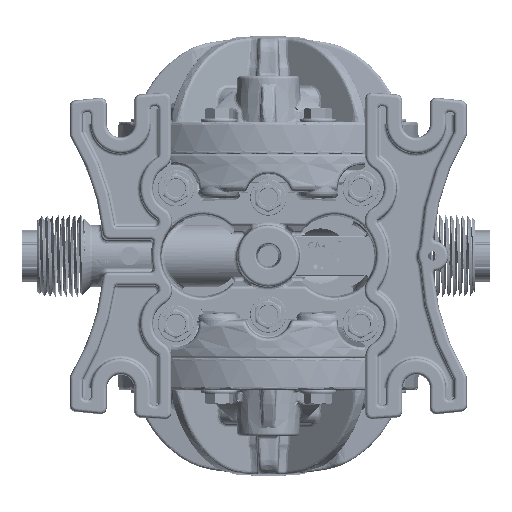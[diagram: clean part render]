
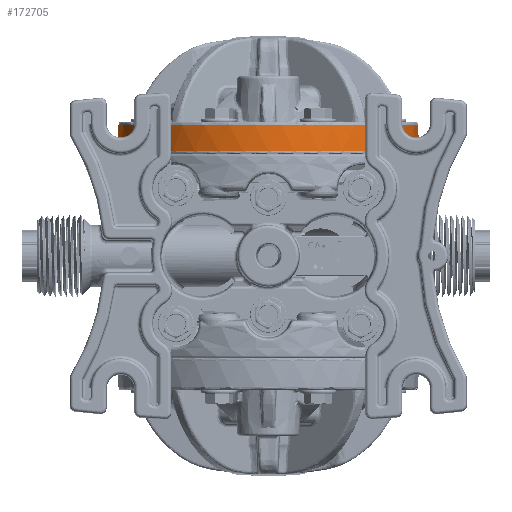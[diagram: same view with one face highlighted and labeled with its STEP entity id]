
A CAD part, front view. The second image highlights one B-rep face of the part: STEP entity #172705.
In plain terms, the highlighted conical face has half-angle 1 degrees and reference radius 49 mm.
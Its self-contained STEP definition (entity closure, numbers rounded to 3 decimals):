
#10361 = AXIS2_PLACEMENT_3D ( 'NONE', #273637, #96410, #303425 ) ;
#11289 = VERTEX_POINT ( 'NONE', #202708 ) ;
#19721 = CARTESIAN_POINT ( 'NONE',  ( -43.518, 22.499, 34.714 ) ) ;
#22469 = CIRCLE ( 'NONE', #10361, 48.851 ) ;
#22714 = CARTESIAN_POINT ( 'NONE',  ( 41.718, 25.543, 39.427 ) ) ;
#23726 = CARTESIAN_POINT ( 'NONE',  ( 40.384, 27.51, 41.811 ) ) ;
#24339 = CARTESIAN_POINT ( 'NONE',  ( -39.939, 28.131, 42.517 ) ) ;
#29142 = CARTESIAN_POINT ( 'NONE',  ( -40.237, 27.719, 42.046 ) ) ;
#30419 = CARTESIAN_POINT ( 'NONE',  ( -40.088, 27.926, 42.282 ) ) ;
#44301 = EDGE_CURVE ( 'NONE', #364803, #209159, #22469, .T. ) ;
#46631 = FACE_OUTER_BOUND ( 'NONE', #316023, .T. ) ;
#47240 = EDGE_CURVE ( 'NONE', #209159, #154015, #240572, .T. ) ;
#52492 = CARTESIAN_POINT ( 'NONE',  ( 40.384, 27.51, 41.811 ) ) ;
#60187 = CARTESIAN_POINT ( 'NONE',  ( -39.939, 28.131, 42.517 ) ) ;
#61392 = ORIENTED_EDGE ( 'NONE', *, *, #47240, .T. ) ;
#73640 = CARTESIAN_POINT ( 'NONE',  ( -40.384, 27.51, 41.811 ) ) ;
#77118 = DIRECTION ( 'NONE',  ( 0., 0., -1. ) ) ;
#81150 = EDGE_CURVE ( 'NONE', #105641, #364803, #309146, .T. ) ;
#96410 = DIRECTION ( 'NONE',  ( 0., 0., -1. ) ) ;
#105641 = VERTEX_POINT ( 'NONE', #333754 ) ;
#107700 = CARTESIAN_POINT ( 'NONE',  ( -40.384, 27.51, 41.811 ) ) ;
#110713 = CARTESIAN_POINT ( 'NONE',  ( 43.731, 22.104, 34. ) ) ;
#133730 = VERTEX_POINT ( 'NONE', #146309 ) ;
#142720 = CARTESIAN_POINT ( 'NONE',  ( 39.939, 28.131, 42.517 ) ) ;
#146248 = CIRCLE ( 'NONE', #168715, 49. ) ;
#146309 = CARTESIAN_POINT ( 'NONE',  ( 43.731, 22.104, 34. ) ) ;
#146553 = CARTESIAN_POINT ( 'NONE',  ( 0., 0., 34. ) ) ;
#154015 = VERTEX_POINT ( 'NONE', #73640 ) ;
#154214 = ORIENTED_EDGE ( 'NONE', *, *, #254723, .F. ) ;
#167141 = CARTESIAN_POINT ( 'NONE',  ( -42.545, 24.192, 37.464 ) ) ;
#168715 = AXIS2_PLACEMENT_3D ( 'NONE', #146553, #353717, #176256 ) ;
#170155 = CARTESIAN_POINT ( 'NONE',  ( 43.29, 22.908, 35.416 ) ) ;
#172705 = ADVANCED_FACE ( 'NONE', ( #46631 ), #236359, .T. ) ;
#176256 = DIRECTION ( 'NONE',  ( -1., 0., 0. ) ) ;
#196870 = CARTESIAN_POINT ( 'NONE',  ( -43.29, 22.908, 35.416 ) ) ;
#198043 = EDGE_CURVE ( 'NONE', #133730, #105641, #275888, .T. ) ;
#199910 = CARTESIAN_POINT ( 'NONE',  ( 42.545, 24.192, 37.464 ) ) ;
#202708 = CARTESIAN_POINT ( 'NONE',  ( -43.731, 22.104, 34. ) ) ;
#205423 = ORIENTED_EDGE ( 'NONE', *, *, #81150, .T. ) ;
#207519 = CARTESIAN_POINT ( 'NONE',  ( 0., 0., 34. ) ) ;
#209159 = VERTEX_POINT ( 'NONE', #24339 ) ;
#212624 = ORIENTED_EDGE ( 'NONE', *, *, #351164, .T. ) ;
#226689 = CARTESIAN_POINT ( 'NONE',  ( -43.731, 22.104, 34. ) ) ;
#229710 = CARTESIAN_POINT ( 'NONE',  ( 41.099, 26.496, 40.665 ) ) ;
#236359 = CONICAL_SURFACE ( 'NONE', #303731, 49., 0.017 ) ;
#240572 = B_SPLINE_CURVE_WITH_KNOTS ( 'NONE', 3,
 ( #60187, #30419, #29142, #267180 ),
 .UNSPECIFIED., .F., .F.,
 ( 4, 4 ),
 ( 0.001, 0.002 ),
 .UNSPECIFIED. ) ;
#254723 = EDGE_CURVE ( 'NONE', #133730, #11289, #146248, .T. ) ;
#264611 = B_SPLINE_CURVE_WITH_KNOTS ( 'NONE', 3,
 ( #107700, #284930, #344611, #167141, #374250, #196870, #19721, #226689 ),
 .UNSPECIFIED., .F., .F.,
 ( 4, 2, 2, 4 ),
 ( 0., 0.005, 0.008, 0.01 ),
 .UNSPECIFIED. ) ;
#267180 = CARTESIAN_POINT ( 'NONE',  ( -40.384, 27.51, 41.811 ) ) ;
#269759 = CARTESIAN_POINT ( 'NONE',  ( 39.939, 28.131, 42.517 ) ) ;
#273637 = CARTESIAN_POINT ( 'NONE',  ( 0., 0., 42.517 ) ) ;
#275888 = B_SPLINE_CURVE_WITH_KNOTS ( 'NONE', 3,
 ( #110713, #284100, #170155, #377299, #199910, #22714, #229710, #52492 ),
 .UNSPECIFIED., .F., .F.,
 ( 4, 2, 2, 4 ),
 ( 0., 0.003, 0.005, 0.01 ),
 .UNSPECIFIED. ) ;
#284100 = CARTESIAN_POINT ( 'NONE',  ( 43.518, 22.499, 34.714 ) ) ;
#284930 = CARTESIAN_POINT ( 'NONE',  ( -41.099, 26.496, 40.665 ) ) ;
#285336 = DIRECTION ( 'NONE',  ( 0., -1., 0. ) ) ;
#303425 = DIRECTION ( 'NONE',  ( 0., 1., 0. ) ) ;
#303731 = AXIS2_PLACEMENT_3D ( 'NONE', #207519, #77118, #285336 ) ;
#309146 = B_SPLINE_CURVE_WITH_KNOTS ( 'NONE', 3,
 ( #23726, #364315, #320138, #142720 ),
 .UNSPECIFIED., .F., .F.,
 ( 4, 4 ),
 ( 0., 0.001 ),
 .UNSPECIFIED. ) ;
#316023 = EDGE_LOOP ( 'NONE', ( #205423, #383871, #61392, #212624, #154214, #324213 ) ) ;
#320138 = CARTESIAN_POINT ( 'NONE',  ( 40.088, 27.926, 42.282 ) ) ;
#324213 = ORIENTED_EDGE ( 'NONE', *, *, #198043, .T. ) ;
#333754 = CARTESIAN_POINT ( 'NONE',  ( 40.384, 27.51, 41.811 ) ) ;
#344611 = CARTESIAN_POINT ( 'NONE',  ( -41.718, 25.543, 39.427 ) ) ;
#351164 = EDGE_CURVE ( 'NONE', #154015, #11289, #264611, .T. ) ;
#353717 = DIRECTION ( 'NONE',  ( 0., 0., -1. ) ) ;
#364315 = CARTESIAN_POINT ( 'NONE',  ( 40.237, 27.719, 42.046 ) ) ;
#364803 = VERTEX_POINT ( 'NONE', #269759 ) ;
#374250 = CARTESIAN_POINT ( 'NONE',  ( -42.804, 23.755, 36.791 ) ) ;
#377299 = CARTESIAN_POINT ( 'NONE',  ( 42.804, 23.755, 36.791 ) ) ;
#383871 = ORIENTED_EDGE ( 'NONE', *, *, #44301, .T. ) ;
